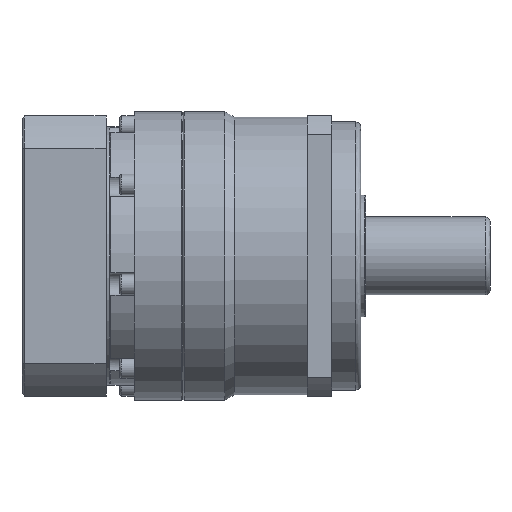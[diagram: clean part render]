
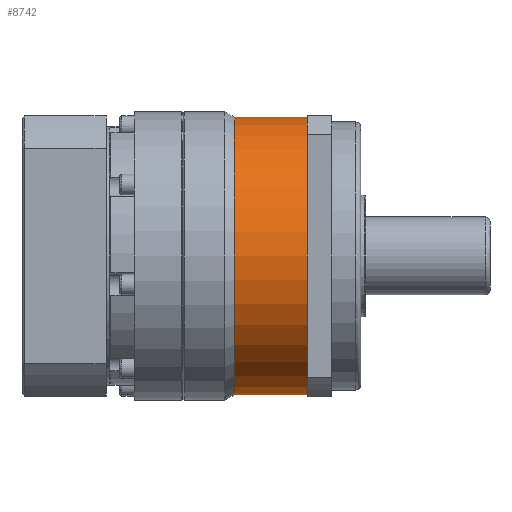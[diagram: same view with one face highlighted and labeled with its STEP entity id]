
A CAD part, front view. The second image highlights one B-rep face of the part: STEP entity #8742.
In plain terms, the highlighted cylindrical face has radius 57 mm (diameter 114 mm), a partial arc.
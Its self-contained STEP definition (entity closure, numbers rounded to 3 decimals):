
#172 = AXIS2_PLACEMENT_3D ( 'NONE', #16407, #6915, #17991 ) ;
#679 = AXIS2_PLACEMENT_3D ( 'NONE', #16188, #14601, #5161 ) ;
#728 = DIRECTION ( 'NONE',  ( 0., 0., 1. ) ) ;
#1243 = CARTESIAN_POINT ( 'NONE',  ( -105., 0., -57. ) ) ;
#2365 = VERTEX_POINT ( 'NONE', #15526 ) ;
#2712 = EDGE_CURVE ( 'NONE', #19002, #15436, #6818, .T. ) ;
#4085 = VECTOR ( 'NONE', #5914, 1000. ) ;
#5117 = CARTESIAN_POINT ( 'NONE',  ( -75., 0., -57. ) ) ;
#5161 = DIRECTION ( 'NONE',  ( 0., 0., 1. ) ) ;
#5914 = DIRECTION ( 'NONE',  ( -1., 0., 0. ) ) ;
#5921 = VECTOR ( 'NONE', #20245, 1000. ) ;
#6350 = FACE_OUTER_BOUND ( 'NONE', #16233, .T. ) ;
#6670 = VERTEX_POINT ( 'NONE', #5117 ) ;
#6818 = CIRCLE ( 'NONE', #172, 57. ) ;
#6915 = DIRECTION ( 'NONE',  ( 1., 0., 0. ) ) ;
#7456 = CARTESIAN_POINT ( 'NONE',  ( -90., 0., -57. ) ) ;
#7525 = CARTESIAN_POINT ( 'NONE',  ( -105., 0., 57. ) ) ;
#8345 = LINE ( 'NONE', #7456, #4085 ) ;
#8742 = ADVANCED_FACE ( 'NONE', ( #6350 ), #16987, .T. ) ;
#9258 = CARTESIAN_POINT ( 'NONE',  ( -90., 0., 57. ) ) ;
#9846 = AXIS2_PLACEMENT_3D ( 'NONE', #19785, #10317, #728 ) ;
#10317 = DIRECTION ( 'NONE',  ( -1., 0., 0. ) ) ;
#10656 = ORIENTED_EDGE ( 'NONE', *, *, #13582, .T. ) ;
#11869 = CIRCLE ( 'NONE', #9846, 57. ) ;
#13582 = EDGE_CURVE ( 'NONE', #2365, #19002, #18544, .T. ) ;
#13596 = ORIENTED_EDGE ( 'NONE', *, *, #18974, .F. ) ;
#14601 = DIRECTION ( 'NONE',  ( -1., 0., 0. ) ) ;
#15263 = EDGE_CURVE ( 'NONE', #6670, #2365, #11869, .T. ) ;
#15436 = VERTEX_POINT ( 'NONE', #1243 ) ;
#15526 = CARTESIAN_POINT ( 'NONE',  ( -75., 0., 57. ) ) ;
#16188 = CARTESIAN_POINT ( 'NONE',  ( -90., 0., 0. ) ) ;
#16233 = EDGE_LOOP ( 'NONE', ( #13596, #18524, #10656, #20600 ) ) ;
#16407 = CARTESIAN_POINT ( 'NONE',  ( -105., 0., 0. ) ) ;
#16987 = CYLINDRICAL_SURFACE ( 'NONE', #679, 57. ) ;
#17991 = DIRECTION ( 'NONE',  ( 0., 0., 1. ) ) ;
#18524 = ORIENTED_EDGE ( 'NONE', *, *, #15263, .T. ) ;
#18544 = LINE ( 'NONE', #9258, #5921 ) ;
#18974 = EDGE_CURVE ( 'NONE', #6670, #15436, #8345, .T. ) ;
#19002 = VERTEX_POINT ( 'NONE', #7525 ) ;
#19785 = CARTESIAN_POINT ( 'NONE',  ( -75., 0., 0. ) ) ;
#20245 = DIRECTION ( 'NONE',  ( -1., 0., 0. ) ) ;
#20600 = ORIENTED_EDGE ( 'NONE', *, *, #2712, .T. ) ;
